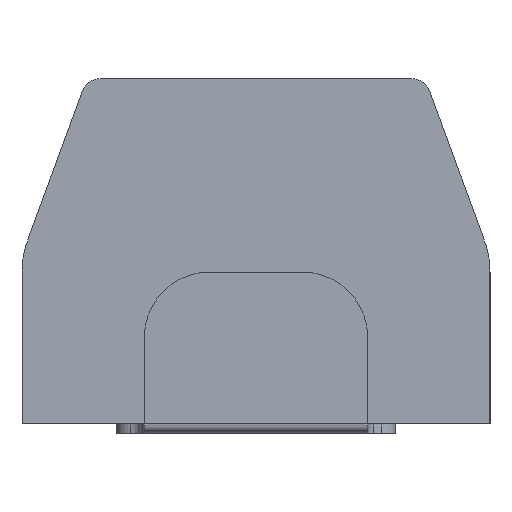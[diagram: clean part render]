
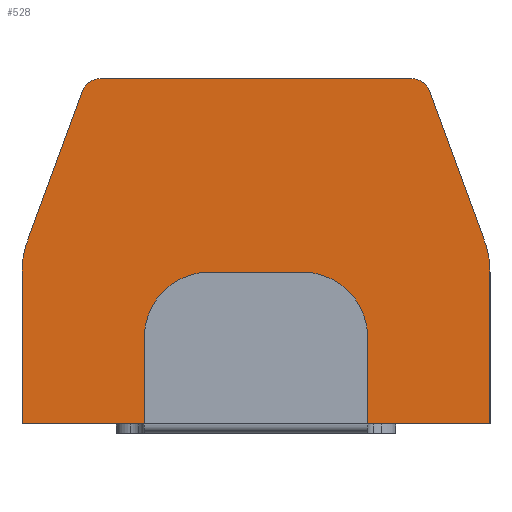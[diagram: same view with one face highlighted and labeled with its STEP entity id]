
A CAD part, left-side view. The second image highlights one B-rep face of the part: STEP entity #528.
In plain terms, the highlighted planar face has unit normal (-1, 0, 0).
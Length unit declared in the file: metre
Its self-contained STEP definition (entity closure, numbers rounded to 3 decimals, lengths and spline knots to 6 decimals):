
#528=ADVANCED_FACE('124:24117',(#818),#819,.T.);
#818=FACE_OUTER_BOUND('',#1364,.T.);
#819=PLANE('',#1365);
#1364=EDGE_LOOP('',(#1976,#1977,#1978,#1979,#1980,#1981,#1982,#1983,#1984,#1985,#1986,#1987,#1988,#1989));
#1365=AXIS2_PLACEMENT_3D('',#1990,#1991,#1992);
#1976=ORIENTED_EDGE('',*,*,#2694,.F.);
#1977=ORIENTED_EDGE('',*,*,#2740,.T.);
#1978=ORIENTED_EDGE('',*,*,#2700,.F.);
#1979=ORIENTED_EDGE('',*,*,#2795,.F.);
#1980=ORIENTED_EDGE('',*,*,#2793,.F.);
#1981=ORIENTED_EDGE('',*,*,#2801,.F.);
#1982=ORIENTED_EDGE('',*,*,#2690,.F.);
#1983=ORIENTED_EDGE('',*,*,#2802,.F.);
#1984=ORIENTED_EDGE('',*,*,#2803,.T.);
#1985=ORIENTED_EDGE('',*,*,#2757,.T.);
#1986=ORIENTED_EDGE('',*,*,#2696,.F.);
#1987=ORIENTED_EDGE('',*,*,#2797,.F.);
#1988=ORIENTED_EDGE('',*,*,#2799,.F.);
#1989=ORIENTED_EDGE('',*,*,#2800,.F.);
#1990=CARTESIAN_POINT('',(0.0,0.002515,0.0));
#1991=DIRECTION('',(-1.0,0.0,0.0));
#1992=DIRECTION('',(0.0,-1.0,0.0));
#2690=EDGE_CURVE('124:24429',#3219,#3215,#3221,.T.);
#2694=EDGE_CURVE('124:24423',#3227,#3223,#3229,.T.);
#2696=EDGE_CURVE('124:24414',#3230,#3233,#3234,.T.);
#2700=EDGE_CURVE('124:24408',#3238,#3241,#3242,.T.);
#2740=EDGE_CURVE('124:24228',#3227,#3241,#3313,.T.);
#2757=EDGE_CURVE('124:24291',#3341,#3233,#3342,.T.);
#2793=EDGE_CURVE('124:24402',#3392,#3394,#3395,.T.);
#2795=EDGE_CURVE('124:24408',#3394,#3238,#3397,.T.);
#2797=EDGE_CURVE('124:24414',#3398,#3230,#3400,.T.);
#2799=EDGE_CURVE('124:24420',#3401,#3398,#3403,.T.);
#2800=EDGE_CURVE('124:24423',#3223,#3401,#3404,.T.);
#2801=EDGE_CURVE('124:24429',#3215,#3392,#3405,.T.);
#2802=EDGE_CURVE('124:24432',#3406,#3219,#3407,.T.);
#2803=EDGE_CURVE('124:24435',#3406,#3341,#3408,.T.);
#3215=VERTEX_POINT('',#3841);
#3219=VERTEX_POINT('',#3846);
#3221=CIRCLE('',#3849,0.001);
#3223=VERTEX_POINT('',#3851);
#3227=VERTEX_POINT('',#3856);
#3229=CIRCLE('',#3859,0.0002);
#3230=VERTEX_POINT('',#3860);
#3233=VERTEX_POINT('',#3864);
#3234=CIRCLE('',#3865,0.001);
#3238=VERTEX_POINT('',#3870);
#3241=VERTEX_POINT('',#3874);
#3242=CIRCLE('',#3875,0.0002);
#3313=LINE('',#3974,#3975);
#3341=VERTEX_POINT('',#4017);
#3342=LINE('',#4018,#4019);
#3392=VERTEX_POINT('',#4101);
#3394=VERTEX_POINT('',#4104);
#3395=LINE('',#4105,#4106);
#3397=CIRCLE('',#4109,0.0002);
#3398=VERTEX_POINT('',#4110);
#3400=CIRCLE('',#4113,0.001);
#3401=VERTEX_POINT('',#4114);
#3403=LINE('',#4117,#4118);
#3404=CIRCLE('',#4119,0.0002);
#3405=CIRCLE('',#4120,0.001);
#3406=VERTEX_POINT('',#4121);
#3407=LINE('',#4122,#4123);
#3408=LINE('',#4124,#4125);
#3841=CARTESIAN_POINT('',(0.0,0.005014,0.001807));
#3846=CARTESIAN_POINT('',(0.0,0.00503,0.001632));
#3849=AXIS2_PLACEMENT_3D('',#4488,#4489,#4490);
#3851=CARTESIAN_POINT('',(0.0,0.000725,0.003674));
#3856=CARTESIAN_POINT('',(0.0,0.000839,0.00371));
#3859=AXIS2_PLACEMENT_3D('',#4496,#4497,#4498);
#3860=CARTESIAN_POINT('',(0.0,0.000016,0.001807));
#3864=CARTESIAN_POINT('',(0.0,0.0,0.001632));
#3865=AXIS2_PLACEMENT_3D('',#4500,#4501,#4502);
#3870=CARTESIAN_POINT('',(0.0,0.004305,0.003674));
#3874=CARTESIAN_POINT('',(0.0,0.004191,0.00371));
#3875=AXIS2_PLACEMENT_3D('',#4508,#4509,#4510);
#3974=CARTESIAN_POINT('',(0.0,0.00503,0.00371));
#3975=VECTOR('',#4572,1.0);
#4017=CARTESIAN_POINT('',(0.0,0.0,0.0));
#4018=CARTESIAN_POINT('',(0.0,0.0,0.0));
#4019=VECTOR('',#4593,1.0);
#4101=CARTESIAN_POINT('',(0.0,0.004968,0.001977));
#4104=CARTESIAN_POINT('',(0.0,0.004378,0.003579));
#4105=CARTESIAN_POINT('',(0.0,0.004998,0.001896));
#4106=VECTOR('',#4633,1.0);
#4109=AXIS2_PLACEMENT_3D('',#4635,#4636,#4637);
#4110=CARTESIAN_POINT('',(0.0,0.000062,0.001977));
#4113=AXIS2_PLACEMENT_3D('',#4639,#4640,#4641);
#4114=CARTESIAN_POINT('',(0.0,0.000652,0.003579));
#4117=CARTESIAN_POINT('',(0.0,0.000032,0.001896));
#4118=VECTOR('',#4643,1.0);
#4119=AXIS2_PLACEMENT_3D('',#4644,#4645,#4646);
#4120=AXIS2_PLACEMENT_3D('',#4647,#4648,#4649);
#4121=CARTESIAN_POINT('',(0.0,0.00503,0.0));
#4122=CARTESIAN_POINT('',(0.0,0.00503,0.0));
#4123=VECTOR('',#4650,1.0);
#4124=CARTESIAN_POINT('',(0.0,0.00503,0.0));
#4125=VECTOR('',#4651,1.0);
#4488=CARTESIAN_POINT('',(0.0,0.00403,0.001632));
#4489=DIRECTION('',(1.0,0.0,-0.0));
#4490=DIRECTION('',(0.0,0.984,0.176));
#4496=CARTESIAN_POINT('',(0.0,0.000839,0.00351));
#4497=DIRECTION('',(1.0,0.0,-0.0));
#4498=DIRECTION('',(0.0,-0.572,0.82));
#4500=CARTESIAN_POINT('',(0.0,0.001,0.001632));
#4501=DIRECTION('',(1.0,0.0,-0.0));
#4502=DIRECTION('',(0.0,-0.984,0.176));
#4508=CARTESIAN_POINT('',(0.0,0.004191,0.00351));
#4509=DIRECTION('',(1.0,0.0,-0.0));
#4510=DIRECTION('',(0.0,0.572,0.82));
#4572=DIRECTION('',(0.0,1.0,0.0));
#4593=DIRECTION('',(0.0,0.0,1.0));
#4633=DIRECTION('',(0.0,-0.346,0.938));
#4635=CARTESIAN_POINT('',(0.0,0.004191,0.00351));
#4636=DIRECTION('',(1.0,0.0,-0.0));
#4637=DIRECTION('',(0.0,0.572,0.82));
#4639=CARTESIAN_POINT('',(0.0,0.001,0.001632));
#4640=DIRECTION('',(1.0,0.0,-0.0));
#4641=DIRECTION('',(0.0,-0.984,0.176));
#4643=DIRECTION('',(-0.0,-0.346,-0.938));
#4644=CARTESIAN_POINT('',(0.0,0.000839,0.00351));
#4645=DIRECTION('',(1.0,0.0,-0.0));
#4646=DIRECTION('',(0.0,-0.572,0.82));
#4647=CARTESIAN_POINT('',(0.0,0.00403,0.001632));
#4648=DIRECTION('',(1.0,0.0,-0.0));
#4649=DIRECTION('',(0.0,0.984,0.176));
#4650=DIRECTION('',(0.0,0.0,1.0));
#4651=DIRECTION('',(0.0,-1.0,0.0));
